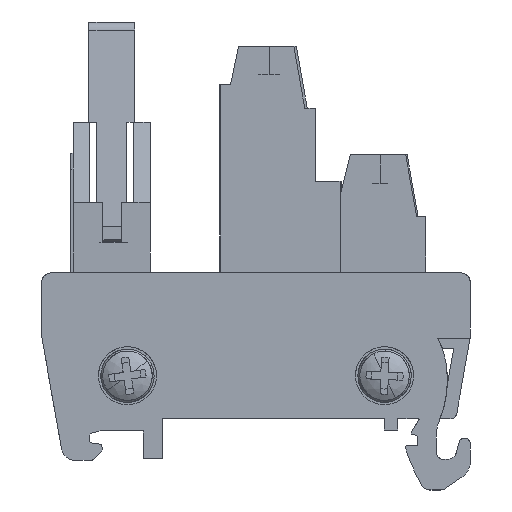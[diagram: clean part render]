
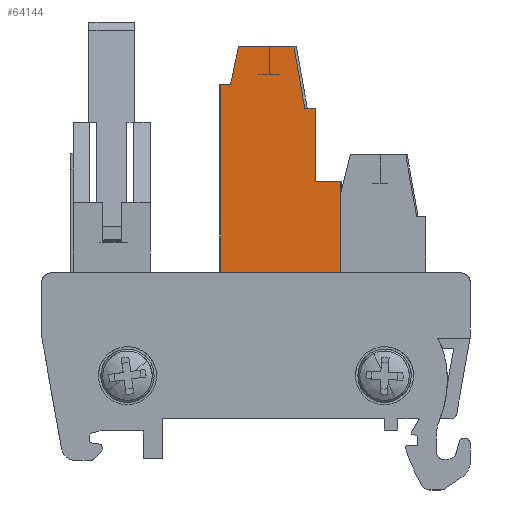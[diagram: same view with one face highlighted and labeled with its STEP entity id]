
A CAD part, left-side view. The second image highlights one B-rep face of the part: STEP entity #64144.
In plain terms, the highlighted planar face has unit normal (-1, 0, 0).
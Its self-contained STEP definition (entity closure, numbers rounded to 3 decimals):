
#64060=AXIS2_PLACEMENT_3D('Plane Axis2P3D',#64057,#64058,#64059) ;
#64057=CARTESIAN_POINT('Axis2P3D Location',(5.768,4.677,17.9)) ;
#64062=CARTESIAN_POINT('Line Origine',(5.768,14.977,32.4)) ;
#64066=CARTESIAN_POINT('Vertex',(5.768,13.677,32.4)) ;
#64068=CARTESIAN_POINT('Vertex',(5.768,16.277,32.4)) ;
#64071=CARTESIAN_POINT('Line Origine',(5.768,16.277,36.25)) ;
#64075=CARTESIAN_POINT('Vertex',(5.768,16.277,40.1)) ;
#64078=CARTESIAN_POINT('Line Origine',(5.768,16.829,40.1)) ;
#64082=CARTESIAN_POINT('Vertex',(5.768,17.381,40.1)) ;
#64085=CARTESIAN_POINT('Line Origine',(5.768,17.954,43.35)) ;
#64089=CARTESIAN_POINT('Vertex',(5.768,18.527,46.6)) ;
#64092=CARTESIAN_POINT('Line Origine',(5.768,21.427,46.6)) ;
#64096=CARTESIAN_POINT('Vertex',(5.768,24.327,46.6)) ;
#64099=CARTESIAN_POINT('Line Origine',(5.768,24.752,44.6)) ;
#64103=CARTESIAN_POINT('Vertex',(5.768,25.177,42.6)) ;
#64106=CARTESIAN_POINT('Line Origine',(5.768,25.727,42.6)) ;
#64110=CARTESIAN_POINT('Vertex',(5.768,26.277,42.6)) ;
#64113=CARTESIAN_POINT('Line Origine',(5.768,26.277,32.)) ;
#64117=CARTESIAN_POINT('Vertex',(5.768,26.277,21.4)) ;
#64120=CARTESIAN_POINT('Line Origine',(5.768,19.977,21.4)) ;
#64124=CARTESIAN_POINT('Vertex',(5.768,13.677,21.4)) ;
#64127=CARTESIAN_POINT('Line Origine',(5.768,13.677,26.9)) ;
#64058=DIRECTION('Axis2P3D Direction',(-1.,0.,0.)) ;
#64059=DIRECTION('Axis2P3D XDirection',(0.,0.,1.)) ;
#64063=DIRECTION('Vector Direction',(0.,1.,0.)) ;
#64072=DIRECTION('Vector Direction',(0.,0.,1.)) ;
#64079=DIRECTION('Vector Direction',(0.,-1.,0.)) ;
#64086=DIRECTION('Vector Direction',(0.,0.174,0.985)) ;
#64093=DIRECTION('Vector Direction',(0.,1.,0.)) ;
#64100=DIRECTION('Vector Direction',(0.,0.208,-0.978)) ;
#64107=DIRECTION('Vector Direction',(0.,1.,0.)) ;
#64114=DIRECTION('Vector Direction',(0.,0.,1.)) ;
#64121=DIRECTION('Vector Direction',(0.,1.,0.)) ;
#64128=DIRECTION('Vector Direction',(0.,0.,1.)) ;
#64064=VECTOR('Line Direction',#64063,1.) ;
#64073=VECTOR('Line Direction',#64072,1.) ;
#64080=VECTOR('Line Direction',#64079,1.) ;
#64087=VECTOR('Line Direction',#64086,1.) ;
#64094=VECTOR('Line Direction',#64093,1.) ;
#64101=VECTOR('Line Direction',#64100,1.) ;
#64108=VECTOR('Line Direction',#64107,1.) ;
#64115=VECTOR('Line Direction',#64114,1.) ;
#64122=VECTOR('Line Direction',#64121,1.) ;
#64129=VECTOR('Line Direction',#64128,1.) ;
#64133=ORIENTED_EDGE('',*,*,#64070,.T.) ;
#64134=ORIENTED_EDGE('',*,*,#64077,.T.) ;
#64135=ORIENTED_EDGE('',*,*,#64084,.F.) ;
#64136=ORIENTED_EDGE('',*,*,#64091,.T.) ;
#64137=ORIENTED_EDGE('',*,*,#64098,.T.) ;
#64138=ORIENTED_EDGE('',*,*,#64105,.T.) ;
#64139=ORIENTED_EDGE('',*,*,#64112,.T.) ;
#64140=ORIENTED_EDGE('',*,*,#64119,.F.) ;
#64141=ORIENTED_EDGE('',*,*,#64126,.F.) ;
#64142=ORIENTED_EDGE('',*,*,#64131,.T.) ;
#64144=ADVANCED_FACE('NONE',(#64143),#64061,.T.) ;
#64070=EDGE_CURVE('',#64067,#64069,#64065,.T.) ;
#64077=EDGE_CURVE('',#64069,#64076,#64074,.T.) ;
#64084=EDGE_CURVE('',#64083,#64076,#64081,.T.) ;
#64091=EDGE_CURVE('',#64083,#64090,#64088,.T.) ;
#64098=EDGE_CURVE('',#64090,#64097,#64095,.T.) ;
#64105=EDGE_CURVE('',#64097,#64104,#64102,.T.) ;
#64112=EDGE_CURVE('',#64104,#64111,#64109,.T.) ;
#64119=EDGE_CURVE('',#64118,#64111,#64116,.T.) ;
#64126=EDGE_CURVE('',#64125,#64118,#64123,.T.) ;
#64131=EDGE_CURVE('',#64125,#64067,#64130,.T.) ;
#64132=EDGE_LOOP('',(#64133,#64134,#64135,#64136,#64137,#64138,#64139,#64140,#64141,#64142)) ;
#64143=FACE_OUTER_BOUND('',#64132,.T.) ;
#64065=LINE('Line',#64062,#64064) ;
#64074=LINE('Line',#64071,#64073) ;
#64081=LINE('Line',#64078,#64080) ;
#64088=LINE('Line',#64085,#64087) ;
#64095=LINE('Line',#64092,#64094) ;
#64102=LINE('Line',#64099,#64101) ;
#64109=LINE('Line',#64106,#64108) ;
#64116=LINE('Line',#64113,#64115) ;
#64123=LINE('Line',#64120,#64122) ;
#64130=LINE('Line',#64127,#64129) ;
#64061=PLANE('',#64060) ;
#64067=VERTEX_POINT('',#64066) ;
#64069=VERTEX_POINT('',#64068) ;
#64076=VERTEX_POINT('',#64075) ;
#64083=VERTEX_POINT('',#64082) ;
#64090=VERTEX_POINT('',#64089) ;
#64097=VERTEX_POINT('',#64096) ;
#64104=VERTEX_POINT('',#64103) ;
#64111=VERTEX_POINT('',#64110) ;
#64118=VERTEX_POINT('',#64117) ;
#64125=VERTEX_POINT('',#64124) ;
